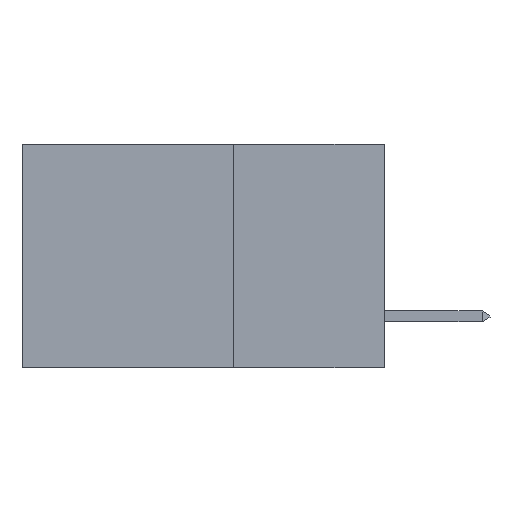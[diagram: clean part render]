
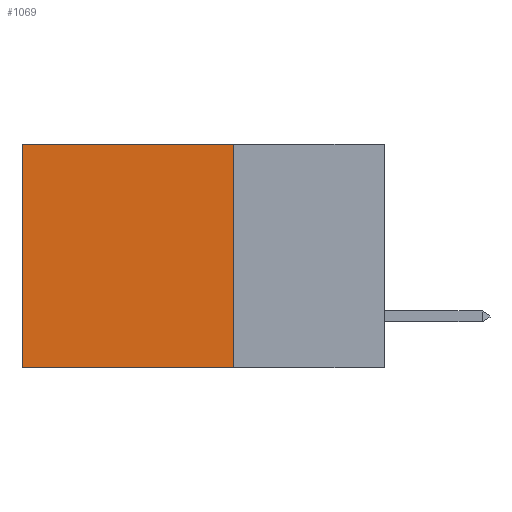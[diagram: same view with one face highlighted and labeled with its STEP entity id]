
A CAD part, left-side view. The second image highlights one B-rep face of the part: STEP entity #1069.
In plain terms, the highlighted planar face has unit normal (-1, 0, 0).
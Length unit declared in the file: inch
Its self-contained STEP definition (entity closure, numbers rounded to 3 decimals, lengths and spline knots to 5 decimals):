
#1069 = ADVANCED_FACE ( 'NONE', ( #33322 ), #38072, .F. ) ;
#1610 = VERTEX_POINT ( 'NONE', #29679 ) ;
#4107 = CARTESIAN_POINT ( 'NONE',  ( 0.2875, 0.6, -0.37 ) ) ;
#5516 = DIRECTION ( 'NONE',  ( 0., 1., 0. ) ) ;
#5732 = EDGE_LOOP ( 'NONE', ( #19508, #25290, #31539, #19368 ) ) ;
#6021 = CARTESIAN_POINT ( 'NONE',  ( 0.2875, 0.6, 0. ) ) ;
#6094 = EDGE_CURVE ( 'NONE', #1610, #13824, #9708, .T. ) ;
#7100 = EDGE_CURVE ( 'NONE', #24532, #21721, #28291, .T. ) ;
#8739 = VECTOR ( 'NONE', #5516, 39.37008 ) ;
#9138 = DIRECTION ( 'NONE',  ( 0., 0., -1. ) ) ;
#9323 = CARTESIAN_POINT ( 'NONE',  ( 0.2875, 0.6, 0. ) ) ;
#9708 = LINE ( 'NONE', #30512, #8739 ) ;
#13824 = VERTEX_POINT ( 'NONE', #4107 ) ;
#14627 = DIRECTION ( 'NONE',  ( 1., 0., 0. ) ) ;
#15603 = LINE ( 'NONE', #15703, #31247 ) ;
#15703 = CARTESIAN_POINT ( 'NONE',  ( 0.2875, 0.25, 0. ) ) ;
#17873 = CARTESIAN_POINT ( 'NONE',  ( 0.2875, 0.25, 0. ) ) ;
#18850 = DIRECTION ( 'NONE',  ( 0., 0., -1. ) ) ;
#18867 = DIRECTION ( 'NONE',  ( 0., 0., -1. ) ) ;
#19368 = ORIENTED_EDGE ( 'NONE', *, *, #7100, .T. ) ;
#19508 = ORIENTED_EDGE ( 'NONE', *, *, #27811, .T. ) ;
#19517 = LINE ( 'NONE', #6021, #25878 ) ;
#19955 = VECTOR ( 'NONE', #26220, 39.37008 ) ;
#21721 = VERTEX_POINT ( 'NONE', #9323 ) ;
#24532 = VERTEX_POINT ( 'NONE', #39782 ) ;
#25290 = ORIENTED_EDGE ( 'NONE', *, *, #6094, .F. ) ;
#25878 = VECTOR ( 'NONE', #9138, 39.37008 ) ;
#26220 = DIRECTION ( 'NONE',  ( 0., 1., 0. ) ) ;
#27811 = EDGE_CURVE ( 'NONE', #21721, #13824, #19517, .T. ) ;
#27864 = EDGE_CURVE ( 'NONE', #24532, #1610, #15603, .T. ) ;
#28291 = LINE ( 'NONE', #32473, #19955 ) ;
#29679 = CARTESIAN_POINT ( 'NONE',  ( 0.2875, 0.25, -0.37 ) ) ;
#30512 = CARTESIAN_POINT ( 'NONE',  ( 0.2875, 0.25, -0.37 ) ) ;
#31247 = VECTOR ( 'NONE', #18850, 39.37008 ) ;
#31539 = ORIENTED_EDGE ( 'NONE', *, *, #27864, .F. ) ;
#32473 = CARTESIAN_POINT ( 'NONE',  ( 0.2875, 0.25, 0. ) ) ;
#33322 = FACE_OUTER_BOUND ( 'NONE', #5732, .T. ) ;
#38072 = PLANE ( 'NONE',  #39286 ) ;
#39286 = AXIS2_PLACEMENT_3D ( 'NONE', #17873, #14627, #18867 ) ;
#39782 = CARTESIAN_POINT ( 'NONE',  ( 0.2875, 0.25, 0. ) ) ;
